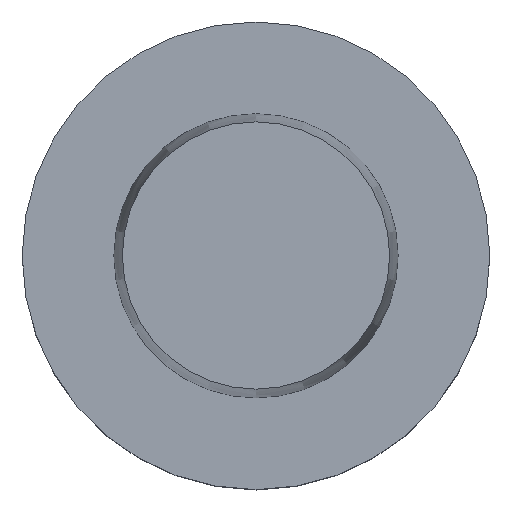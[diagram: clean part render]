
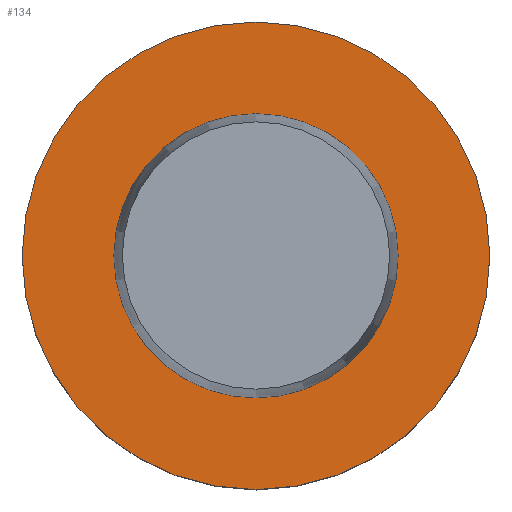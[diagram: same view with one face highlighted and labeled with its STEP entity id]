
A CAD part, top view. The second image highlights one B-rep face of the part: STEP entity #134.
In plain terms, the highlighted planar face has unit normal (0, 0, 1).
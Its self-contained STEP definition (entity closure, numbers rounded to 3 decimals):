
#99=EDGE_CURVE('240[2]',#245,#245,#246,.T.);
#118=EDGE_CURVE('240[2]',#273,#273,#274,.T.);
#134=ADVANCED_FACE('240[2]',(#299,#300),#301,.T.);
#245=VERTEX_POINT('',#571);
#246=CIRCLE('',#572,31.5);
#273=VERTEX_POINT('',#607);
#274=CIRCLE('',#608,19.15);
#299=FACE_OUTER_BOUND('',#639,.T.);
#300=FACE_BOUND('',#640,.T.);
#301=PLANE('',#641);
#571=CARTESIAN_POINT('',(0.,31.5,0.));
#572=AXIS2_PLACEMENT_3D('',#779,#780,#781);
#607=CARTESIAN_POINT('',(0.,19.15,0.));
#608=AXIS2_PLACEMENT_3D('',#810,#811,#812);
#639=EDGE_LOOP('',(#840));
#640=EDGE_LOOP('',(#841));
#641=AXIS2_PLACEMENT_3D('',#842,#843,#844);
#779=CARTESIAN_POINT('',(0.0,0.0,0.0));
#780=DIRECTION('',(0.,0.,-1.0));
#781=DIRECTION('',(0.,1.0,0.));
#810=CARTESIAN_POINT('',(0.0,0.0,0.0));
#811=DIRECTION('',(0.,0.,-1.0));
#812=DIRECTION('',(0.,1.0,0.));
#840=ORIENTED_EDGE('',*,*,#99,.F.);
#841=ORIENTED_EDGE('',*,*,#118,.T.);
#842=CARTESIAN_POINT('',(0.,25.325,0.));
#843=DIRECTION('',(0.,0.,1.0));
#844=DIRECTION('',(1.0,0.,0.0));
